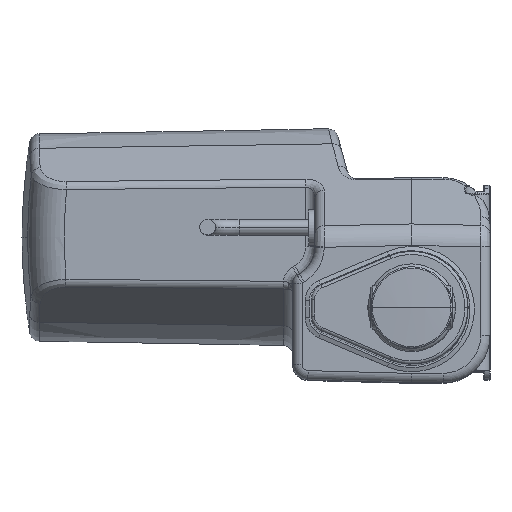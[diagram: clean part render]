
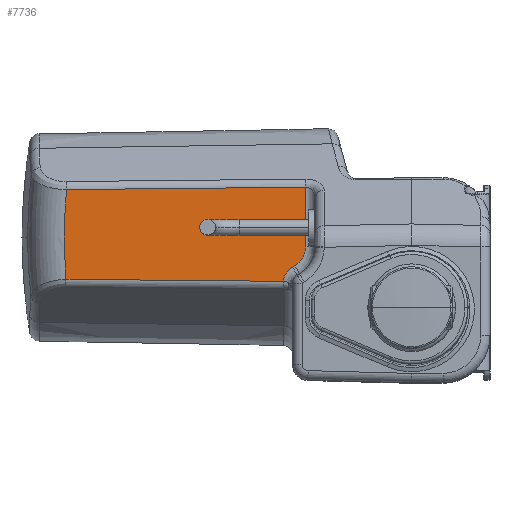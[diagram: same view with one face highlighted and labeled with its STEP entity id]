
A CAD part, top view. The second image highlights one B-rep face of the part: STEP entity #7736.
In plain terms, the highlighted planar face has unit normal (-0.018, 0, 1).
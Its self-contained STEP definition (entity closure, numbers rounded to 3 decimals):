
#1686 = EDGE_CURVE ( 'NONE', #13270, #13269, #4847, .T. ) ;
#1857 = EDGE_CURVE ( 'NONE', #13422, #13377, #3973, .T. ) ;
#1865 = EDGE_CURVE ( 'NONE', #13269, #13372, #3988, .T. ) ;
#1877 = EDGE_CURVE ( 'NONE', #13384, #13379, #6028, .T. ) ;
#1878 = EDGE_CURVE ( 'NONE', #13379, #13373, #6029, .T. ) ;
#1889 = EDGE_CURVE ( 'NONE', #13373, #13270, #5982, .T. ) ;
#1905 = EDGE_CURVE ( 'NONE', #13372, #13422, #4028, .T. ) ;
#1921 = EDGE_CURVE ( 'NONE', #13377, #13384, #5981, .T. ) ;
#2617 = CARTESIAN_POINT ( 'NONE',  ( -33.833, 19.929, 76.409 ) ) ;
#2651 = CARTESIAN_POINT ( 'NONE',  ( -33.833, 38.963, 76.409 ) ) ;
#2739 = CARTESIAN_POINT ( 'NONE',  ( -38.009, 13.469, 76.337 ) ) ;
#2752 = CARTESIAN_POINT ( 'NONE',  ( -40.948, 8.932, 76.285 ) ) ;
#2764 = CARTESIAN_POINT ( 'NONE',  ( -40.915, 8.932, 76.286 ) ) ;
#2780 = CARTESIAN_POINT ( 'NONE',  ( -110.165, 38.207, 75.077 ) ) ;
#2788 = CARTESIAN_POINT ( 'NONE',  ( -37.309, 13.881, 76.349 ) ) ;
#2821 = CARTESIAN_POINT ( 'NONE',  ( -110.321, 9.562, 75.074 ) ) ;
#3942 = VECTOR ( 'NONE', #14259, 1000. ) ;
#3973 = LINE ( 'NONE', #14194, #3989 ) ;
#3988 = LINE ( 'NONE', #14271, #3942 ) ;
#3989 = VECTOR ( 'NONE', #14237, 1000. ) ;
#4028 = CIRCLE ( 'NONE', #9456, 163.147 ) ;
#4490 = FACE_OUTER_BOUND ( 'NONE', #12237, .T. ) ;
#4829 = VECTOR ( 'NONE', #14872, 1000. ) ;
#4847 = LINE ( 'NONE', #14832, #4829 ) ;
#5176 = ORIENTED_EDGE ( 'NONE', *, *, #1905, .T. ) ;
#5196 = ORIENTED_EDGE ( 'NONE', *, *, #1878, .T. ) ;
#5197 = ORIENTED_EDGE ( 'NONE', *, *, #1865, .T. ) ;
#5210 = ORIENTED_EDGE ( 'NONE', *, *, #1877, .T. ) ;
#5214 = ORIENTED_EDGE ( 'NONE', *, *, #1686, .T. ) ;
#5217 = ORIENTED_EDGE ( 'NONE', *, *, #1889, .T. ) ;
#5234 = ORIENTED_EDGE ( 'NONE', *, *, #1857, .T. ) ;
#5251 = ORIENTED_EDGE ( 'NONE', *, *, #1921, .T. ) ;
#5981 =( BOUNDED_CURVE ( )  B_SPLINE_CURVE ( 3, ( #14480, #14534, #14569, #14557 ),
 .UNSPECIFIED., .F., .T. ) 
 B_SPLINE_CURVE_WITH_KNOTS ( ( 4, 4 ),
 ( 3.129, 3.134 ),
 .UNSPECIFIED. ) 
 CURVE ( )  GEOMETRIC_REPRESENTATION_ITEM ( )  RATIONAL_B_SPLINE_CURVE ( ( 1., 1., 1., 1. ) ) 
 REPRESENTATION_ITEM ( '' )  );
#5982 =( BOUNDED_CURVE ( )  B_SPLINE_CURVE ( 3, ( #14358, #14384, #14380, #14372 ),
 .UNSPECIFIED., .F., .T. ) 
 B_SPLINE_CURVE_WITH_KNOTS ( ( 4, 4 ),
 ( 2.098, 3.142 ),
 .UNSPECIFIED. ) 
 CURVE ( )  GEOMETRIC_REPRESENTATION_ITEM ( )  RATIONAL_B_SPLINE_CURVE ( ( 1., 0.911, 0.911, 1. ) ) 
 REPRESENTATION_ITEM ( '' )  );
#6028 =( BOUNDED_CURVE ( )  B_SPLINE_CURVE ( 3, ( #14315, #14331, #14365, #14333 ),
 .UNSPECIFIED., .F., .T. ) 
 B_SPLINE_CURVE_WITH_KNOTS ( ( 4, 4 ),
 ( 0.104, 1.035 ),
 .UNSPECIFIED. ) 
 CURVE ( )  GEOMETRIC_REPRESENTATION_ITEM ( )  RATIONAL_B_SPLINE_CURVE ( ( 1., 0.929, 0.929, 1. ) ) 
 REPRESENTATION_ITEM ( '' )  );
#6029 =( BOUNDED_CURVE ( )  B_SPLINE_CURVE ( 3, ( #14314, #14349, #14360, #14341 ),
 .UNSPECIFIED., .F., .T. ) 
 B_SPLINE_CURVE_WITH_KNOTS ( ( 4, 4 ),
 ( 1.035, 1.043 ),
 .UNSPECIFIED. ) 
 CURVE ( )  GEOMETRIC_REPRESENTATION_ITEM ( )  RATIONAL_B_SPLINE_CURVE ( ( 1., 1., 1., 1. ) ) 
 REPRESENTATION_ITEM ( '' )  );
#7736 = ADVANCED_FACE ( 'NONE', ( #4490 ), #8143, .T. ) ;
#8143 = PLANE ( 'NONE',  #9629 ) ;
#8152 = DIRECTION ( 'NONE',  ( -0.017, 0., 1. ) ) ;
#8156 = DIRECTION ( 'NONE',  ( 1., 0., 0.017 ) ) ;
#8157 = CARTESIAN_POINT ( 'NONE',  ( 0., 41., 77. ) ) ;
#9456 = AXIS2_PLACEMENT_3D ( 'NONE', #14432, #14450, #14452 ) ;
#9629 = AXIS2_PLACEMENT_3D ( 'NONE', #8157, #8152, #8156 ) ;
#12237 = EDGE_LOOP ( 'NONE', ( #5176, #5234, #5251, #5210, #5196, #5217, #5214, #5197 ) ) ;
#13269 = VERTEX_POINT ( 'NONE', #2651 ) ;
#13270 = VERTEX_POINT ( 'NONE', #2617 ) ;
#13372 = VERTEX_POINT ( 'NONE', #2780 ) ;
#13373 = VERTEX_POINT ( 'NONE', #2788 ) ;
#13377 = VERTEX_POINT ( 'NONE', #2752 ) ;
#13379 = VERTEX_POINT ( 'NONE', #2739 ) ;
#13384 = VERTEX_POINT ( 'NONE', #2764 ) ;
#13422 = VERTEX_POINT ( 'NONE', #2821 ) ;
#14194 = CARTESIAN_POINT ( 'NONE',  ( -0.294, 8.563, 76.995 ) ) ;
#14237 = DIRECTION ( 'NONE',  ( 1., -0.009, 0.017 ) ) ;
#14259 = DIRECTION ( 'NONE',  ( -1., -0.01, -0.017 ) ) ;
#14271 = CARTESIAN_POINT ( 'NONE',  ( 0.017, 39.298, 77. ) ) ;
#14314 = CARTESIAN_POINT ( 'NONE',  ( -38.009, 13.469, 76.337 ) ) ;
#14315 = CARTESIAN_POINT ( 'NONE',  ( -40.915, 8.932, 76.286 ) ) ;
#14331 = CARTESIAN_POINT ( 'NONE',  ( -40.714, 10.855, 76.289 ) ) ;
#14333 = CARTESIAN_POINT ( 'NONE',  ( -38.009, 13.469, 76.337 ) ) ;
#14341 = CARTESIAN_POINT ( 'NONE',  ( -37.309, 13.881, 76.349 ) ) ;
#14349 = CARTESIAN_POINT ( 'NONE',  ( -37.776, 13.607, 76.341 ) ) ;
#14358 = CARTESIAN_POINT ( 'NONE',  ( -37.309, 13.881, 76.349 ) ) ;
#14360 = CARTESIAN_POINT ( 'NONE',  ( -37.543, 13.744, 76.345 ) ) ;
#14365 = CARTESIAN_POINT ( 'NONE',  ( -39.672, 12.483, 76.308 ) ) ;
#14372 = CARTESIAN_POINT ( 'NONE',  ( -33.833, 19.929, 76.409 ) ) ;
#14380 = CARTESIAN_POINT ( 'NONE',  ( -33.833, 17.378, 76.409 ) ) ;
#14384 = CARTESIAN_POINT ( 'NONE',  ( -35.104, 15.165, 76.387 ) ) ;
#14432 = CARTESIAN_POINT ( 'NONE',  ( 52.247, 23., 77.912 ) ) ;
#14450 = DIRECTION ( 'NONE',  ( -0.017, 0., 1. ) ) ;
#14452 = DIRECTION ( 'NONE',  ( 1., 0., 0.017 ) ) ;
#14480 = CARTESIAN_POINT ( 'NONE',  ( -40.948, 8.932, 76.285 ) ) ;
#14534 = CARTESIAN_POINT ( 'NONE',  ( -40.937, 8.932, 76.285 ) ) ;
#14557 = CARTESIAN_POINT ( 'NONE',  ( -40.915, 8.932, 76.286 ) ) ;
#14569 = CARTESIAN_POINT ( 'NONE',  ( -40.926, 8.932, 76.286 ) ) ;
#14832 = CARTESIAN_POINT ( 'NONE',  ( -33.833, 37.26, 76.409 ) ) ;
#14872 = DIRECTION ( 'NONE',  ( 0., 1., 0. ) ) ;
